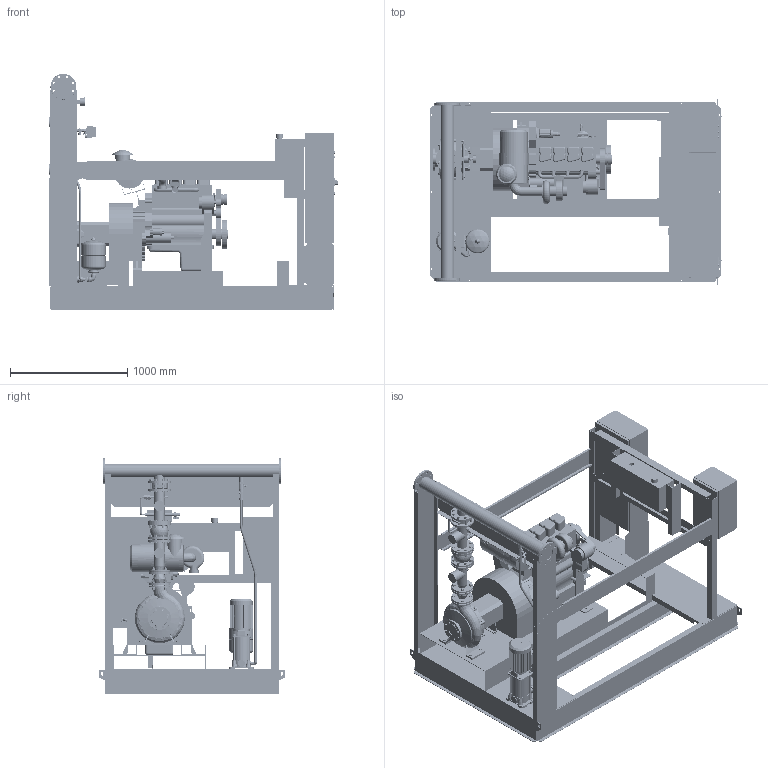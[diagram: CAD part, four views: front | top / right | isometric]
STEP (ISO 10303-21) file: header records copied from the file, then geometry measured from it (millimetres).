
FILE_DESCRIPTION((''),'2;1');
FILE_NAME('3d_Sifire-EN-65_315-292-100_1.5DJ-4183895.stp','2015-05-26T10:22:10',(''),(''),'Mechanical Desktop 2009','Mechanical Desktop 2009',', , ');
FILE_SCHEMA(('CONFIG_CONTROL_DESIGN'));
Length unit declared in the file: millimetre
Products named in the file (1): Product
Bounding box: 2485.5 x 1582 x 2015 mm (x, y, z)
Volume: 497565861.8 mm3; surface area: 38088821.9 mm2
Topology: 195 solids, 195 shells, 5118 faces, 12509 edges, 7905 vertices
Faces by surface type: plane 2021, bspline 1260, cylinder 1158, cone 498, torus 152, sphere 29
Full cylindrical faces by diameter (mm): 337.5 x1
Entity records: 164699 total; most frequent: CARTESIAN_POINT 49273, ORIENTED_EDGE 24950, DIRECTION 22573, EDGE_CURVE 12475, VERTEX_POINT 7904, AXIS2_PLACEMENT_3D 7822, VECTOR 6929, LINE 6929
